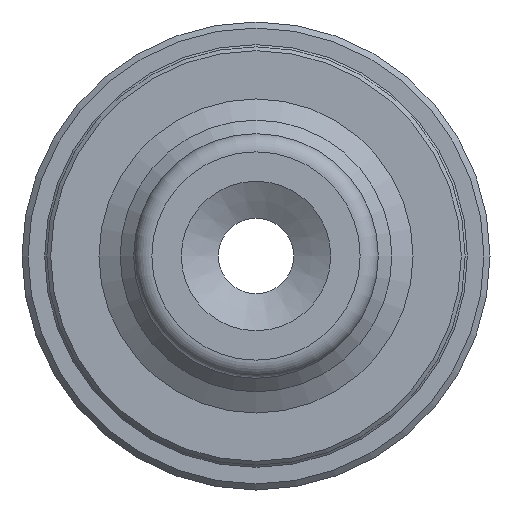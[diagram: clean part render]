
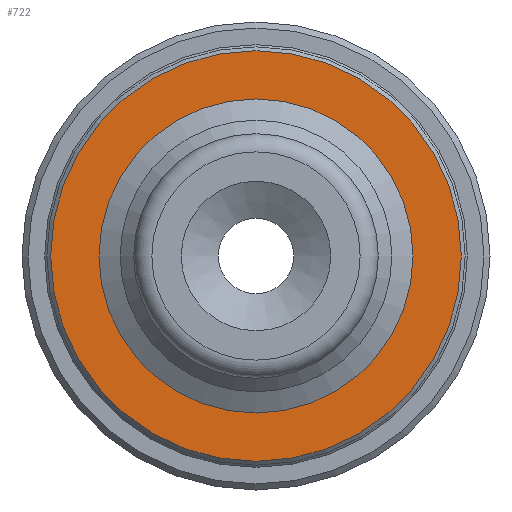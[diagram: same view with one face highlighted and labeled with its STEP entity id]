
A CAD part, left-side view. The second image highlights one B-rep face of the part: STEP entity #722.
In plain terms, the highlighted planar face has unit normal (-1, 0, 0).
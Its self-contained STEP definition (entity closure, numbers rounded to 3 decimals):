
#100=FACE_BOUND('',#160,.T.);
#108=PLANE('',#837);
#119=FACE_OUTER_BOUND('',#159,.T.);
#159=EDGE_LOOP('',(#508));
#160=EDGE_LOOP('',(#509,#510));
#213=CIRCLE('',#836,6.8);
#214=CIRCLE('',#838,5.2);
#215=CIRCLE('',#839,5.2);
#301=VERTEX_POINT('',#1271);
#302=VERTEX_POINT('',#1275);
#303=VERTEX_POINT('',#1276);
#386=EDGE_CURVE('',#301,#301,#213,.T.);
#387=EDGE_CURVE('',#302,#303,#214,.T.);
#388=EDGE_CURVE('',#303,#302,#215,.T.);
#508=ORIENTED_EDGE('',*,*,#386,.F.);
#509=ORIENTED_EDGE('',*,*,#387,.T.);
#510=ORIENTED_EDGE('',*,*,#388,.T.);
#722=ADVANCED_FACE('',(#119,#100),#108,.T.);
#836=AXIS2_PLACEMENT_3D('',#1273,#989,#990);
#837=AXIS2_PLACEMENT_3D('',#1274,#991,#992);
#838=AXIS2_PLACEMENT_3D('',#1277,#993,#994);
#839=AXIS2_PLACEMENT_3D('',#1278,#995,#996);
#989=DIRECTION('center_axis',(1.,0.,0.));
#990=DIRECTION('ref_axis',(0.,-1.,0.));
#991=DIRECTION('center_axis',(-1.,0.,0.));
#992=DIRECTION('ref_axis',(0.,0.,1.));
#993=DIRECTION('center_axis',(1.,0.,0.));
#994=DIRECTION('ref_axis',(0.,1.,0.));
#995=DIRECTION('center_axis',(1.,0.,0.));
#996=DIRECTION('ref_axis',(0.,1.,0.));
#1271=CARTESIAN_POINT('',(23.5,6.8,0.));
#1273=CARTESIAN_POINT('Origin',(23.5,0.,0.));
#1274=CARTESIAN_POINT('Origin',(23.5,6.1,0.));
#1275=CARTESIAN_POINT('',(23.5,5.2,0.));
#1276=CARTESIAN_POINT('',(23.5,-5.2,0.));
#1277=CARTESIAN_POINT('Origin',(23.5,0.,0.));
#1278=CARTESIAN_POINT('Origin',(23.5,0.,0.));
